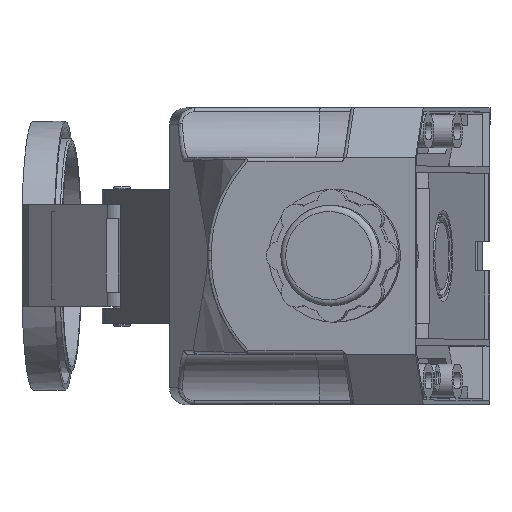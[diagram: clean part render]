
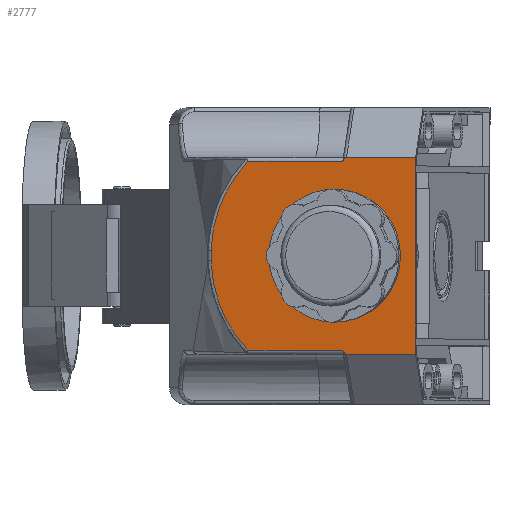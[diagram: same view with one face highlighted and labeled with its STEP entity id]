
A CAD part, top view. The second image highlights one B-rep face of the part: STEP entity #2777.
In plain terms, the highlighted planar face has unit normal (-0.208, 0, 0.978).
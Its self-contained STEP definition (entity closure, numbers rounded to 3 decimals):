
#75=B_SPLINE_CURVE_WITH_KNOTS('',3,(#14596,#14597,#14598,#14599,#14600,
#14601),.UNSPECIFIED.,.F.,.F.,(4,2,4),(0.,0.5,1.),.UNSPECIFIED.);
#76=B_SPLINE_CURVE_WITH_KNOTS('',3,(#14614,#14615,#14616,#14617,#14618,
#14619),.UNSPECIFIED.,.F.,.F.,(4,2,4),(0.,0.5,1.),.UNSPECIFIED.);
#161=ELLIPSE('',#10120,1.667,1.);
#162=ELLIPSE('',#10121,1.667,1.);
#458=LINE('',#14432,#1242);
#509=LINE('',#14593,#1293);
#510=LINE('',#14603,#1294);
#511=LINE('',#14607,#1295);
#512=LINE('',#14608,#1296);
#513=LINE('',#14612,#1297);
#1242=VECTOR('',#11712,1.);
#1293=VECTOR('',#11799,1.);
#1294=VECTOR('',#11800,1.);
#1295=VECTOR('',#11803,1.);
#1296=VECTOR('',#11804,1.);
#1297=VECTOR('',#11807,1.);
#2499=FACE_BOUND('',#4177,.T.);
#2500=FACE_BOUND('',#4178,.T.);
#2777=ADVANCED_FACE('',(#2499,#2500),#3239,.F.);
#3239=PLANE('',#10122);
#4177=EDGE_LOOP('',(#5457));
#4178=EDGE_LOOP('',(#5458,#5459,#5460,#5461,#5462,#5463,#5464,#5465,#5466,
#5467));
#5457=ORIENTED_EDGE('',*,*,#8551,.T.);
#5458=ORIENTED_EDGE('',*,*,#8552,.T.);
#5459=ORIENTED_EDGE('',*,*,#8553,.T.);
#5460=ORIENTED_EDGE('',*,*,#8554,.T.);
#5461=ORIENTED_EDGE('',*,*,#8555,.T.);
#5462=ORIENTED_EDGE('',*,*,#8556,.T.);
#5463=ORIENTED_EDGE('',*,*,#8484,.T.);
#5464=ORIENTED_EDGE('',*,*,#8557,.F.);
#5465=ORIENTED_EDGE('',*,*,#8558,.F.);
#5466=ORIENTED_EDGE('',*,*,#8559,.F.);
#5467=ORIENTED_EDGE('',*,*,#8560,.F.);
#7491=VERTEX_POINT('',#14433);
#7492=VERTEX_POINT('',#14434);
#7558=VERTEX_POINT('',#14592);
#7559=VERTEX_POINT('',#14594);
#7560=VERTEX_POINT('',#14595);
#7561=VERTEX_POINT('',#14602);
#7562=VERTEX_POINT('',#14604);
#7563=VERTEX_POINT('',#14606);
#7564=VERTEX_POINT('',#14609);
#7565=VERTEX_POINT('',#14611);
#7566=VERTEX_POINT('',#14613);
#8484=EDGE_CURVE('',#7491,#7492,#458,.T.);
#8551=EDGE_CURVE('',#7558,#7558,#9502,.T.);
#8552=EDGE_CURVE('',#7559,#7560,#509,.T.);
#8553=EDGE_CURVE('',#7560,#7561,#75,.T.);
#8554=EDGE_CURVE('',#7561,#7562,#510,.T.);
#8555=EDGE_CURVE('',#7562,#7563,#161,.T.);
#8556=EDGE_CURVE('',#7563,#7491,#511,.T.);
#8557=EDGE_CURVE('',#7564,#7492,#512,.T.);
#8558=EDGE_CURVE('',#7565,#7564,#162,.T.);
#8559=EDGE_CURVE('',#7566,#7565,#513,.T.);
#8560=EDGE_CURVE('',#7559,#7566,#76,.T.);
#9502=CIRCLE('',#10119,16.);
#10119=AXIS2_PLACEMENT_3D('',#14591,#11797,#11798);
#10120=AXIS2_PLACEMENT_3D('',#14605,#11801,#11802);
#10121=AXIS2_PLACEMENT_3D('',#14610,#11805,#11806);
#10122=AXIS2_PLACEMENT_3D('',#14620,#11808,#11809);
#11712=DIRECTION('',(0.,1.,0.));
#11797=DIRECTION('',(0.208,0.,-0.978));
#11798=DIRECTION('',(-0.978,0.,-0.208));
#11799=DIRECTION('',(0.,-1.,0.));
#11800=DIRECTION('',(0.978,0.,0.208));
#11801=DIRECTION('',(-0.208,0.,0.978));
#11802=DIRECTION('',(0.,1.,0.));
#11803=DIRECTION('',(0.978,0.,0.208));
#11804=DIRECTION('',(0.978,0.,0.208));
#11805=DIRECTION('',(0.208,0.,-0.978));
#11806=DIRECTION('',(0.,-1.,0.));
#11807=DIRECTION('',(0.978,0.,0.208));
#11808=DIRECTION('',(0.208,0.,-0.978));
#11809=DIRECTION('',(-0.978,0.,-0.208));
#14432=CARTESIAN_POINT('',(-11.93,71.05,88.824));
#14433=CARTESIAN_POINT('',(-11.93,11.65,88.824));
#14434=CARTESIAN_POINT('',(-11.93,59.05,88.824));
#14591=CARTESIAN_POINT('',(-31.199,35.35,84.728));
#14592=CARTESIAN_POINT('',(-46.85,35.35,81.402));
#14593=CARTESIAN_POINT('',(-61.12,71.05,78.369));
#14594=CARTESIAN_POINT('',(-61.12,36.596,78.369));
#14595=CARTESIAN_POINT('',(-61.12,34.104,78.369));
#14596=CARTESIAN_POINT('',(-61.12,34.104,78.369));
#14597=CARTESIAN_POINT('',(-61.016,30.101,78.391));
#14598=CARTESIAN_POINT('',(-60.185,26.198,78.567));
#14599=CARTESIAN_POINT('',(-57.161,18.862,79.21));
#14600=CARTESIAN_POINT('',(-55.004,15.523,79.669));
#14601=CARTESIAN_POINT('',(-52.285,12.65,80.247));
#14602=CARTESIAN_POINT('',(-52.285,12.65,80.247));
#14603=CARTESIAN_POINT('',(-28.558,12.65,85.29));
#14604=CARTESIAN_POINT('',(-29.455,12.65,85.099));
#14605=CARTESIAN_POINT('',(-28.558,13.317,85.29));
#14606=CARTESIAN_POINT('',(-28.558,11.65,85.29));
#14607=CARTESIAN_POINT('',(-11.93,11.65,88.824));
#14608=CARTESIAN_POINT('',(-11.93,59.05,88.824));
#14609=CARTESIAN_POINT('',(-28.558,59.05,85.29));
#14610=CARTESIAN_POINT('',(-28.558,57.383,85.29));
#14611=CARTESIAN_POINT('',(-29.455,58.05,85.099));
#14612=CARTESIAN_POINT('',(-28.558,58.05,85.29));
#14613=CARTESIAN_POINT('',(-52.285,58.05,80.247));
#14614=CARTESIAN_POINT('',(-61.12,36.596,78.369));
#14615=CARTESIAN_POINT('',(-61.016,40.599,78.391));
#14616=CARTESIAN_POINT('',(-60.185,44.502,78.567));
#14617=CARTESIAN_POINT('',(-57.161,51.838,79.21));
#14618=CARTESIAN_POINT('',(-55.004,55.177,79.669));
#14619=CARTESIAN_POINT('',(-52.285,58.05,80.247));
#14620=CARTESIAN_POINT('',(-11.93,71.05,88.824));
